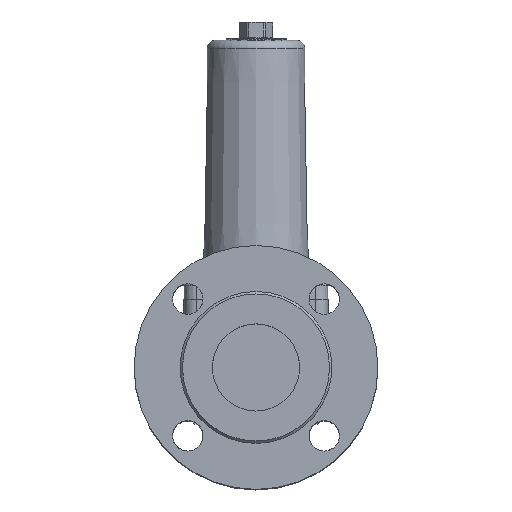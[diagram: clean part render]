
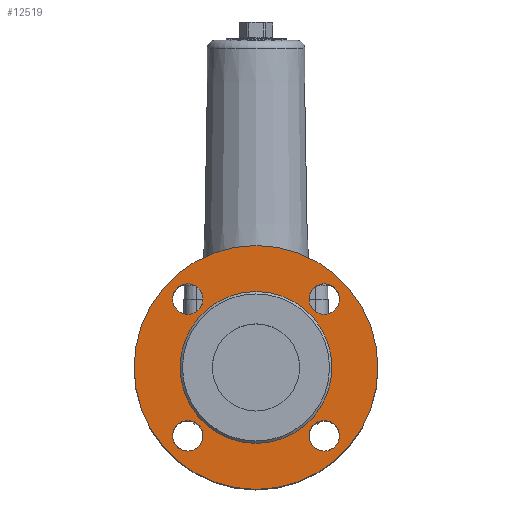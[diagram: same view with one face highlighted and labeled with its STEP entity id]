
A CAD part, top view. The second image highlights one B-rep face of the part: STEP entity #12519.
In plain terms, the highlighted planar face has unit normal (0, 0, 1).
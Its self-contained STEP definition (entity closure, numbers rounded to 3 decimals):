
#1543=FACE_BOUND('',#3181,.T.);
#1544=FACE_BOUND('',#3182,.T.);
#1545=FACE_BOUND('',#3183,.T.);
#1546=FACE_BOUND('',#3184,.T.);
#1547=FACE_BOUND('',#3185,.T.);
#1716=PLANE('',#13565);
#2411=FACE_OUTER_BOUND('',#3180,.T.);
#3180=EDGE_LOOP('',(#10831));
#3181=EDGE_LOOP('',(#10832));
#3182=EDGE_LOOP('',(#10833));
#3183=EDGE_LOOP('',(#10834));
#3184=EDGE_LOOP('',(#10835));
#3185=EDGE_LOOP('',(#10836));
#3660=CIRCLE('',#13564,76.2);
#3661=CIRCLE('',#13566,9.55);
#3662=CIRCLE('',#13567,9.55);
#3663=CIRCLE('',#13568,9.55);
#3664=CIRCLE('',#13569,9.55);
#3665=CIRCLE('',#13570,47.45);
#5457=VERTEX_POINT('',#39607);
#5458=VERTEX_POINT('',#39611);
#5459=VERTEX_POINT('',#39613);
#5460=VERTEX_POINT('',#39615);
#5461=VERTEX_POINT('',#39617);
#5462=VERTEX_POINT('',#39619);
#7258=EDGE_CURVE('',#5457,#5457,#3660,.T.);
#7259=EDGE_CURVE('',#5458,#5458,#3661,.T.);
#7260=EDGE_CURVE('',#5459,#5459,#3662,.T.);
#7261=EDGE_CURVE('',#5460,#5460,#3663,.T.);
#7262=EDGE_CURVE('',#5461,#5461,#3664,.T.);
#7263=EDGE_CURVE('',#5462,#5462,#3665,.T.);
#10831=ORIENTED_EDGE('',*,*,#7258,.F.);
#10832=ORIENTED_EDGE('',*,*,#7259,.T.);
#10833=ORIENTED_EDGE('',*,*,#7260,.T.);
#10834=ORIENTED_EDGE('',*,*,#7261,.T.);
#10835=ORIENTED_EDGE('',*,*,#7262,.T.);
#10836=ORIENTED_EDGE('',*,*,#7263,.T.);
#12519=ADVANCED_FACE('',(#2411,#1543,#1544,#1545,#1546,#1547),#1716,.T.);
#13564=AXIS2_PLACEMENT_3D('',#39609,#16069,#16070);
#13565=AXIS2_PLACEMENT_3D('',#39610,#16071,#16072);
#13566=AXIS2_PLACEMENT_3D('',#39612,#16073,#16074);
#13567=AXIS2_PLACEMENT_3D('',#39614,#16075,#16076);
#13568=AXIS2_PLACEMENT_3D('',#39616,#16077,#16078);
#13569=AXIS2_PLACEMENT_3D('',#39618,#16079,#16080);
#13570=AXIS2_PLACEMENT_3D('',#39620,#16081,#16082);
#16069=DIRECTION('center_axis',(0.,0.,-1.));
#16070=DIRECTION('ref_axis',(-1.,0.,0.));
#16071=DIRECTION('center_axis',(0.,0.,1.));
#16072=DIRECTION('ref_axis',(1.,0.,0.));
#16073=DIRECTION('center_axis',(0.,0.,-1.));
#16074=DIRECTION('ref_axis',(0.,1.,0.));
#16075=DIRECTION('center_axis',(0.,0.,-1.));
#16076=DIRECTION('ref_axis',(1.,0.,0.));
#16077=DIRECTION('center_axis',(0.,0.,-1.));
#16078=DIRECTION('ref_axis',(0.,-1.,0.));
#16079=DIRECTION('center_axis',(0.,0.,-1.));
#16080=DIRECTION('ref_axis',(-1.,0.,0.));
#16081=DIRECTION('center_axis',(0.,0.,-1.));
#16082=DIRECTION('ref_axis',(-1.,0.,0.));
#39607=CARTESIAN_POINT('',(0.,-76.2,113.5));
#39609=CARTESIAN_POINT('Origin',(0.,0.,113.5));
#39610=CARTESIAN_POINT('Origin',(0.,76.2,113.5));
#39611=CARTESIAN_POINT('',(42.674,33.124,113.5));
#39612=CARTESIAN_POINT('Origin',(42.674,42.674,113.5));
#39613=CARTESIAN_POINT('',(33.124,-42.674,113.5));
#39614=CARTESIAN_POINT('Origin',(42.674,-42.674,113.5));
#39615=CARTESIAN_POINT('',(-42.674,-33.124,113.5));
#39616=CARTESIAN_POINT('Origin',(-42.674,-42.674,113.5));
#39617=CARTESIAN_POINT('',(-33.124,42.674,113.5));
#39618=CARTESIAN_POINT('Origin',(-42.674,42.674,113.5));
#39619=CARTESIAN_POINT('',(0.,-47.45,113.5));
#39620=CARTESIAN_POINT('Origin',(0.,0.,113.5));
